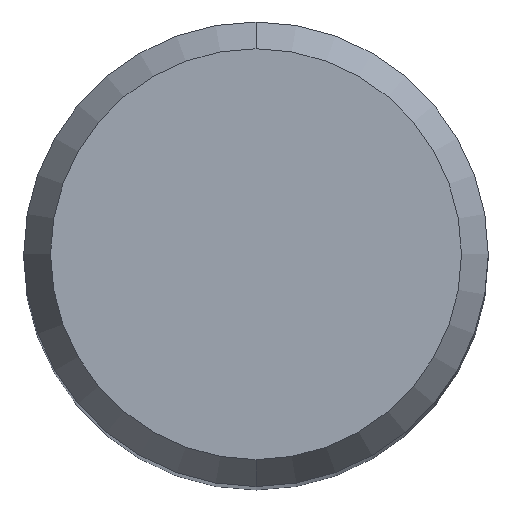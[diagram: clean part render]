
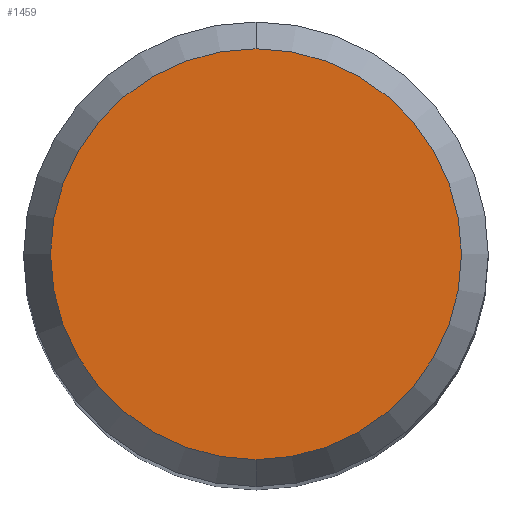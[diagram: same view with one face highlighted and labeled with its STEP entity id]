
A CAD part, top view. The second image highlights one B-rep face of the part: STEP entity #1459.
In plain terms, the highlighted planar face has unit normal (0, 0, 1).
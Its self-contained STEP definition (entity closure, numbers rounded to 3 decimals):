
#957=EDGE_CURVE('',#1179,#1223,#2064,.T.);
#1023=EDGE_CURVE('',#1223,#1179,#2130,.T.);
#1179=VERTEX_POINT('',#2301);
#1223=VERTEX_POINT('',#2350);
#1459=ADVANCED_FACE('',(#2604),#2605,.T.);
#2064=CIRCLE('',#5576,4.423);
#2130=CIRCLE('',#5760,4.423);
#2301=CARTESIAN_POINT('',(0.,-4.423,0.0));
#2350=CARTESIAN_POINT('',(0.0,4.423,0.0));
#2604=FACE_OUTER_BOUND('',#7995,.T.);
#2605=PLANE('',#7996);
#5576=AXIS2_PLACEMENT_3D('',#9083,#9084,#9085);
#5760=AXIS2_PLACEMENT_3D('',#9118,#9119,#9120);
#7995=EDGE_LOOP('',(#9653,#9654));
#7996=AXIS2_PLACEMENT_3D('',#9655,#9656,#9657);
#9083=CARTESIAN_POINT('',(0.0,0.0,0.0));
#9084=DIRECTION('',(0.0,0.0,-1.0));
#9085=DIRECTION('',(0.0,1.0,0.0));
#9118=CARTESIAN_POINT('',(0.0,0.0,0.0));
#9119=DIRECTION('',(0.0,0.0,-1.0));
#9120=DIRECTION('',(0.0,1.0,0.0));
#9653=ORIENTED_EDGE('',*,*,#1023,.F.);
#9654=ORIENTED_EDGE('',*,*,#957,.F.);
#9655=CARTESIAN_POINT('',(0.0,2.211,0.0));
#9656=DIRECTION('',(-0.0,0.0,1.0));
#9657=DIRECTION('',(0.0,-1.0,0.0));
